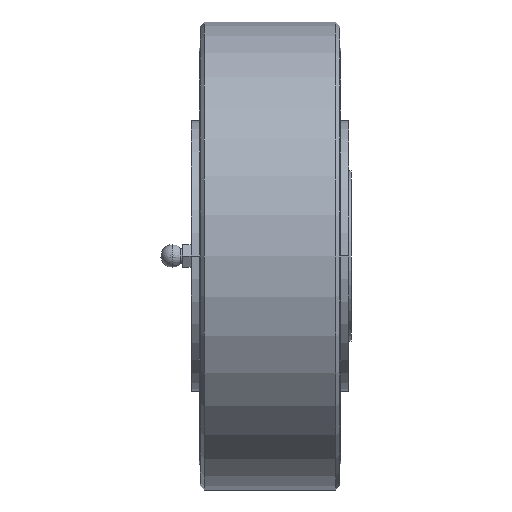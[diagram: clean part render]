
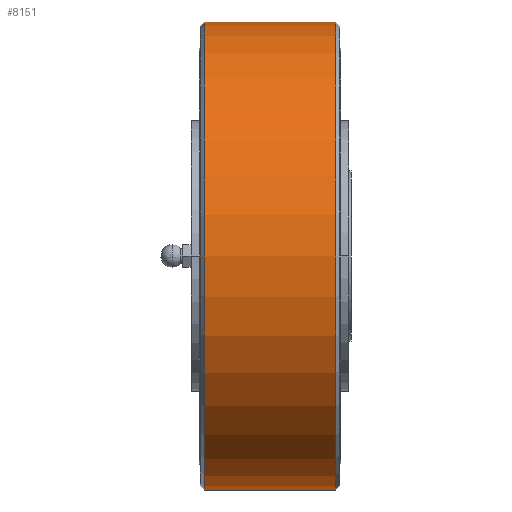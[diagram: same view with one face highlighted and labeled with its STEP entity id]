
A CAD part, front view. The second image highlights one B-rep face of the part: STEP entity #8151.
In plain terms, the highlighted cylindrical face has radius 112.5 mm (diameter 225 mm), a partial arc.
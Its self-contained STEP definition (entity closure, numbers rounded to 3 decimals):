
#8085=CARTESIAN_POINT('',(31.5,112.5,0.0));
#8086=VERTEX_POINT('',#8085);
#8102=CARTESIAN_POINT('',(31.5,-112.5,0.));
#8103=VERTEX_POINT('',#8102);
#8110=CARTESIAN_POINT('',(31.5,0.0,0.0));
#8111=DIRECTION('',(1.0,0.0,0.0));
#8112=DIRECTION('',(0.0,1.0,0.0));
#8113=AXIS2_PLACEMENT_3D('',#8110,#8111,#8112);
#8114=CIRCLE('',#8113,112.5);
#8115=EDGE_CURVE('',#8103,#8086,#8114,.T.);
#8120=CARTESIAN_POINT('',(0.,0.0,0.0));
#8121=DIRECTION('',(1.0,0.0,0.0));
#8122=DIRECTION('',(0.0,1.0,0.0));
#8123=AXIS2_PLACEMENT_3D('',#8120,#8121,#8122);
#8124=CYLINDRICAL_SURFACE('',#8123,112.5);
#8125=CARTESIAN_POINT('',(-31.5,112.5,0.0));
#8126=VERTEX_POINT('',#8125);
#8127=CARTESIAN_POINT('',(31.5,112.5,0.0));
#8128=DIRECTION('',(-1.0,0.0,0.0));
#8129=VECTOR('',#8128,63.);
#8130=LINE('',#8127,#8129);
#8131=EDGE_CURVE('',#8086,#8126,#8130,.T.);
#8132=ORIENTED_EDGE('',*,*,#8131,.F.);
#8133=ORIENTED_EDGE('',*,*,#8115,.F.);
#8134=CARTESIAN_POINT('',(-31.5,-112.5,0.));
#8135=VERTEX_POINT('',#8134);
#8136=CARTESIAN_POINT('',(31.5,-112.5,0.));
#8137=DIRECTION('',(-1.0,0.0,0.0));
#8138=VECTOR('',#8137,63.);
#8139=LINE('',#8136,#8138);
#8140=EDGE_CURVE('',#8103,#8135,#8139,.T.);
#8141=ORIENTED_EDGE('',*,*,#8140,.T.);
#8142=CARTESIAN_POINT('',(-31.5,0.0,0.0));
#8143=DIRECTION('',(1.0,0.0,0.0));
#8144=DIRECTION('',(0.0,1.0,0.0));
#8145=AXIS2_PLACEMENT_3D('',#8142,#8143,#8144);
#8146=CIRCLE('',#8145,112.5);
#8147=EDGE_CURVE('',#8135,#8126,#8146,.T.);
#8148=ORIENTED_EDGE('',*,*,#8147,.T.);
#8149=EDGE_LOOP('',(#8132,#8133,#8141,#8148));
#8150=FACE_OUTER_BOUND('',#8149,.T.);
#8151=ADVANCED_FACE('',(#8150),#8124,.T.);
